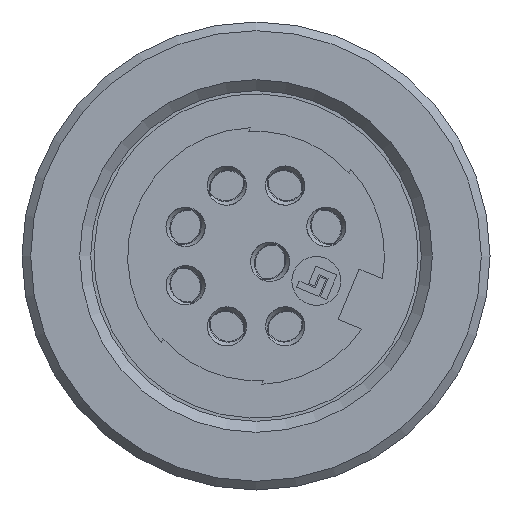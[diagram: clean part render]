
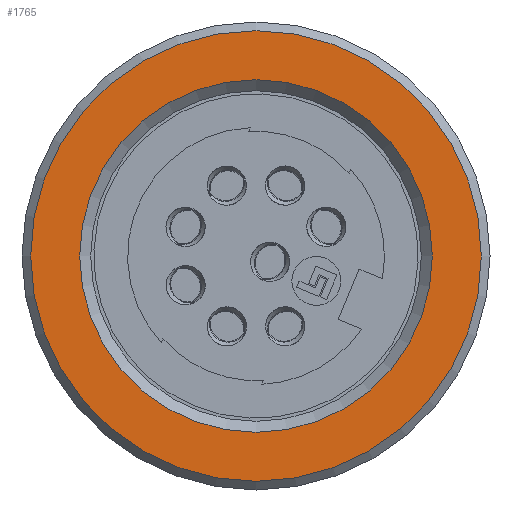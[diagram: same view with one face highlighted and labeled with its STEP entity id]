
A CAD part, left-side view. The second image highlights one B-rep face of the part: STEP entity #1765.
In plain terms, the highlighted planar face has unit normal (-1, 0, 0).
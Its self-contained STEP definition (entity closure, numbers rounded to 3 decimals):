
#1765=ADVANCED_FACE('',(#2015,#2016),#1937,.T.);
#1937=PLANE('',#6319);
#2015=FACE_BOUND('',#2358,.T.);
#2016=FACE_BOUND('',#2359,.T.);
#2358=EDGE_LOOP('',(#3959));
#2359=EDGE_LOOP('',(#3960));
#3959=ORIENTED_EDGE('',*,*,#5514,.T.);
#3960=ORIENTED_EDGE('',*,*,#5513,.F.);
#4677=VERTEX_POINT('',#11747);
#4678=VERTEX_POINT('',#11750);
#5513=EDGE_CURVE('',#4677,#4677,#5789,.T.);
#5514=EDGE_CURVE('',#4678,#4678,#5790,.T.);
#5789=CIRCLE('',#6316,10.35);
#5790=CIRCLE('',#6318,8.1);
#6316=AXIS2_PLACEMENT_3D('',#11746,#7597,#7598);
#6318=AXIS2_PLACEMENT_3D('',#11749,#7601,#7602);
#6319=AXIS2_PLACEMENT_3D('',#11751,#7603,#7604);
#7597=DIRECTION('',(1.,0.,0.));
#7598=DIRECTION('',(0.,0.,-1.));
#7601=DIRECTION('',(1.,0.,0.));
#7602=DIRECTION('',(0.,0.,1.));
#7603=DIRECTION('',(-1.,0.,0.));
#7604=DIRECTION('',(0.,0.,1.));
#11746=CARTESIAN_POINT('',(12.1,0.,0.));
#11747=CARTESIAN_POINT('',(12.1,0.,-10.35));
#11749=CARTESIAN_POINT('',(12.1,0.,0.));
#11750=CARTESIAN_POINT('',(12.1,0.,8.1));
#11751=CARTESIAN_POINT('',(12.1,0.,0.));
